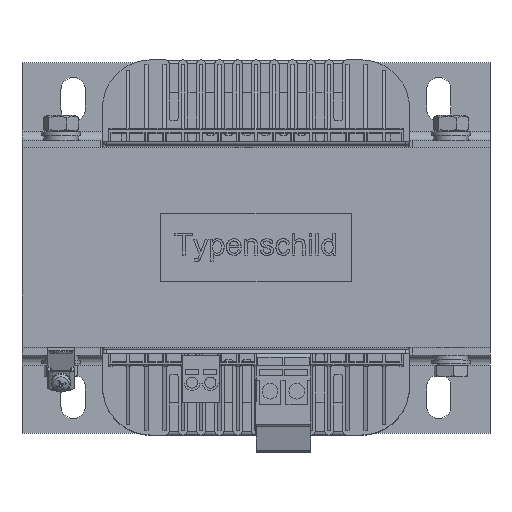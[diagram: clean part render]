
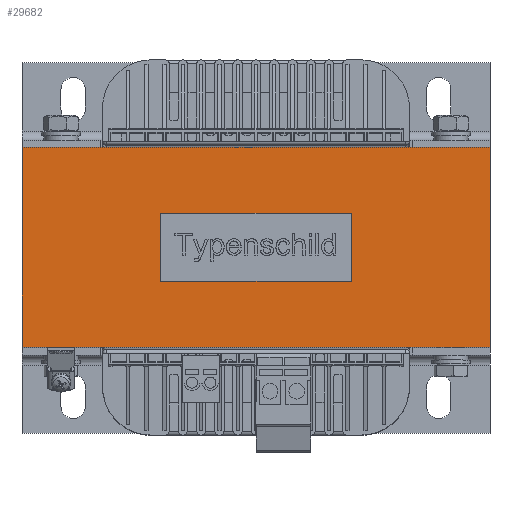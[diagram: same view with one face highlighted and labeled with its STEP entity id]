
A CAD part, top view. The second image highlights one B-rep face of the part: STEP entity #29682.
In plain terms, the highlighted planar face has unit normal (0, 0, 1).
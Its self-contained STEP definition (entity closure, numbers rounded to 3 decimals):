
#370=FACE_BOUND('',#3841,.T.);
#2253=FACE_OUTER_BOUND('',#3840,.T.);
#3840=EDGE_LOOP('',(#21227,#21228,#21229,#21230));
#3841=EDGE_LOOP('',(#21231,#21232,#21233,#21234));
#5292=LINE('',#43062,#8449);
#5295=LINE('',#43067,#8452);
#5297=LINE('',#43071,#8454);
#5298=LINE('',#43073,#8455);
#6018=LINE('',#45581,#9175);
#6019=LINE('',#45583,#9176);
#6020=LINE('',#45585,#9177);
#6021=LINE('',#45586,#9178);
#8449=VECTOR('',#33679,10.);
#8452=VECTOR('',#33684,10.);
#8454=VECTOR('',#33688,10.);
#8455=VECTOR('',#33691,10.);
#9175=VECTOR('',#35711,10.);
#9176=VECTOR('',#35712,10.);
#9177=VECTOR('',#35713,10.);
#9178=VECTOR('',#35714,10.);
#11600=VERTEX_POINT('',#43059);
#11601=VERTEX_POINT('',#43061);
#11602=VERTEX_POINT('',#43065);
#11603=VERTEX_POINT('',#43069);
#12361=VERTEX_POINT('',#45579);
#12362=VERTEX_POINT('',#45580);
#12363=VERTEX_POINT('',#45582);
#12364=VERTEX_POINT('',#45584);
#14507=EDGE_CURVE('',#11601,#11600,#5292,.T.);
#14510=EDGE_CURVE('',#11600,#11602,#5295,.T.);
#14512=EDGE_CURVE('',#11602,#11603,#5297,.T.);
#14513=EDGE_CURVE('',#11603,#11601,#5298,.T.);
#15603=EDGE_CURVE('',#12361,#12362,#6018,.T.);
#15604=EDGE_CURVE('',#12362,#12363,#6019,.T.);
#15605=EDGE_CURVE('',#12363,#12364,#6020,.T.);
#15606=EDGE_CURVE('',#12364,#12361,#6021,.T.);
#21227=ORIENTED_EDGE('',*,*,#15603,.T.);
#21228=ORIENTED_EDGE('',*,*,#15604,.T.);
#21229=ORIENTED_EDGE('',*,*,#15605,.T.);
#21230=ORIENTED_EDGE('',*,*,#15606,.T.);
#21231=ORIENTED_EDGE('',*,*,#14507,.T.);
#21232=ORIENTED_EDGE('',*,*,#14510,.T.);
#21233=ORIENTED_EDGE('',*,*,#14512,.T.);
#21234=ORIENTED_EDGE('',*,*,#14513,.T.);
#27142=PLANE('',#31464);
#29682=ADVANCED_FACE('',(#2253,#370),#27142,.T.);
#31464=AXIS2_PLACEMENT_3D('',#45578,#35709,#35710);
#33679=DIRECTION('',(0.,1.,0.));
#33684=DIRECTION('',(1.,0.,0.));
#33688=DIRECTION('',(0.,-1.,0.));
#33691=DIRECTION('',(-1.,0.,0.));
#35709=DIRECTION('center_axis',(0.,0.,1.));
#35710=DIRECTION('ref_axis',(1.,0.,0.));
#35711=DIRECTION('',(-1.,0.,0.));
#35712=DIRECTION('',(0.,-1.,0.));
#35713=DIRECTION('',(1.,0.,0.));
#35714=DIRECTION('',(0.,1.,0.));
#43059=CARTESIAN_POINT('',(-39.,14.,80.));
#43061=CARTESIAN_POINT('',(-39.,-14.,80.));
#43062=CARTESIAN_POINT('',(-39.,-7.,80.));
#43065=CARTESIAN_POINT('',(39.,14.,80.));
#43067=CARTESIAN_POINT('',(28.5,14.,80.));
#43069=CARTESIAN_POINT('',(39.,-14.,80.));
#43071=CARTESIAN_POINT('',(39.,7.,80.));
#43073=CARTESIAN_POINT('',(67.5,-14.,80.));
#45578=CARTESIAN_POINT('Origin',(96.,0.,80.));
#45579=CARTESIAN_POINT('',(96.,41.,80.));
#45580=CARTESIAN_POINT('',(-96.,41.,80.));
#45581=CARTESIAN_POINT('',(96.,41.,80.));
#45582=CARTESIAN_POINT('',(-96.,-41.,80.));
#45583=CARTESIAN_POINT('',(-96.,0.,80.));
#45584=CARTESIAN_POINT('',(96.,-41.,80.));
#45585=CARTESIAN_POINT('',(96.,-41.,80.));
#45586=CARTESIAN_POINT('',(96.,0.,80.));
